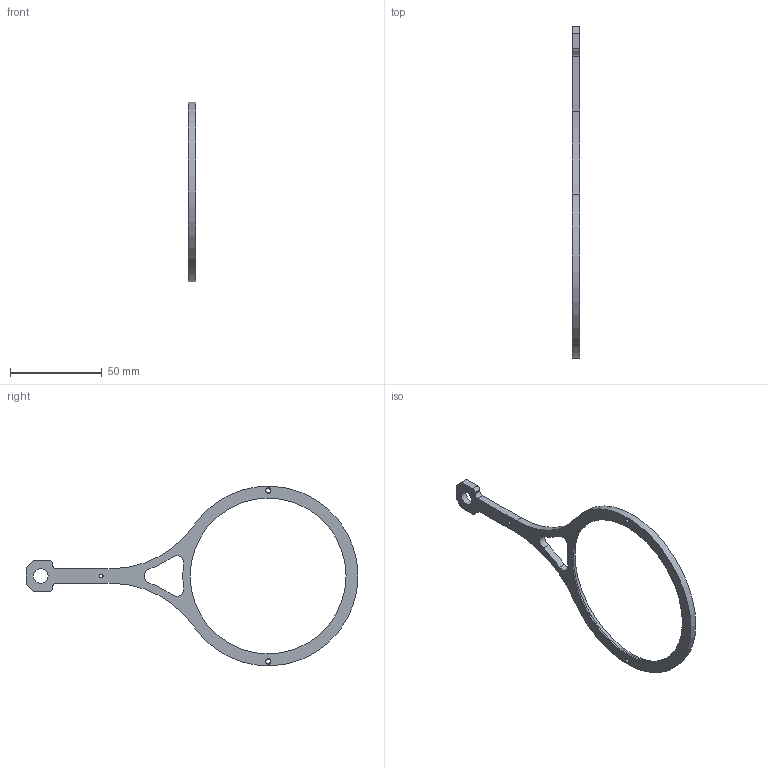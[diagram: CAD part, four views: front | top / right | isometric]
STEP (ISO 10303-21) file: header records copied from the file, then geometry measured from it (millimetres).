
FILE_DESCRIPTION((''),'2;1');
FILE_NAME('SUPPORT_FILTRE','2020-05-05T14:09:29',('Louis'),(''),'CREO PARAMETRIC BY PTC INC, 2019164','CREO PARAMETRIC BY PTC INC, 2019164','');
FILE_SCHEMA(('CONFIG_CONTROL_DESIGN'));
Length unit declared in the file: millimetre
Products named in the file (1): SUPPORT_FILTRE
Bounding box: 3.9 x 181 x 97.89 mm (x, y, z)
Volume: 8930.8 mm3; surface area: 8729.1 mm2
Topology: 1 solids, 3 shells, 43 faces, 118 edges, 78 vertices
Faces by surface type: cylinder 29, plane 12, cone 2
Entity records: 1461 total; most frequent: DIRECTION 266, CARTESIAN_POINT 240, ORIENTED_EDGE 228, EDGE_CURVE 118, AXIS2_PLACEMENT_3D 104, VERTEX_POINT 78, CIRCLE 60, VECTOR 58
